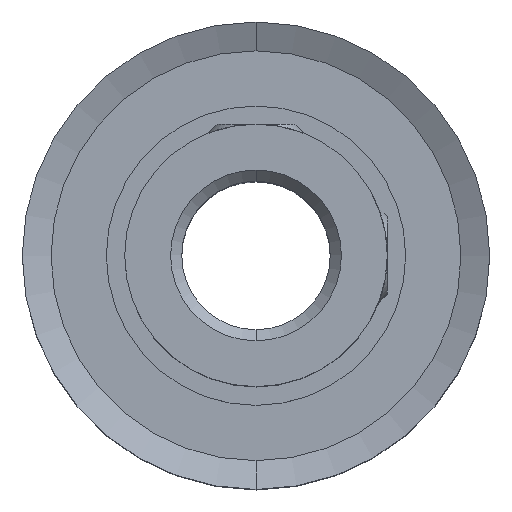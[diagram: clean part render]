
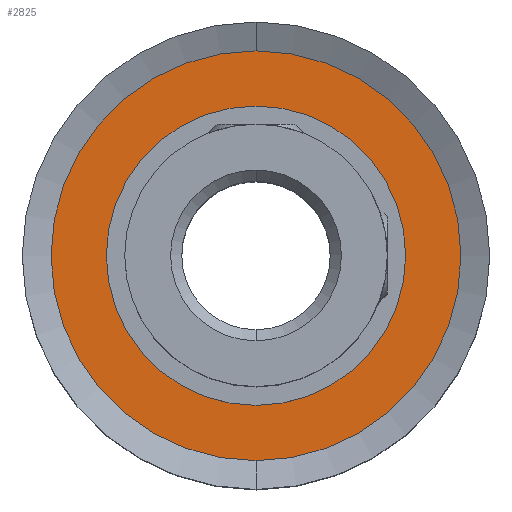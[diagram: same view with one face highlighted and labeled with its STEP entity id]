
A CAD part, top view. The second image highlights one B-rep face of the part: STEP entity #2825.
In plain terms, the highlighted planar face has unit normal (0, 0, 1).
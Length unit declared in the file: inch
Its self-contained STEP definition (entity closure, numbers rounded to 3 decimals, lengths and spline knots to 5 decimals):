
#507=CARTESIAN_POINT('',(0.,0.,-0.021));
#508=DIRECTION('',(0.,0.,-1.));
#509=DIRECTION('',(1.,0.,0.));
#510=AXIS2_PLACEMENT_3D('',#507,#508,#509);
#516=CARTESIAN_POINT('',(0.,0.,-0.021));
#517=DIRECTION('',(0.,0.,1.));
#518=DIRECTION('',(0.,1.,0.));
#519=AXIS2_PLACEMENT_3D('',#516,#517,#518);
#521=CARTESIAN_POINT('',(0.,0.,-0.021));
#522=DIRECTION('',(0.,0.,-1.));
#523=DIRECTION('',(0.,1.,0.));
#524=AXIS2_PLACEMENT_3D('',#521,#522,#523);
#1812=CARTESIAN_POINT('',(0.,0.,-0.021));
#1813=DIRECTION('',(0.,0.,-1.));
#1814=DIRECTION('',(-1.,0.,0.));
#1815=AXIS2_PLACEMENT_3D('',#1812,#1813,#1814);
#2260=CARTESIAN_POINT('',(0.,0.345,-0.021));
#2261=VERTEX_POINT('',#2260);
#2268=CARTESIAN_POINT('',(0.,-0.345,-0.021));
#2269=VERTEX_POINT('',#2268);
#2310=CARTESIAN_POINT('',(0.252,0.,-0.021));
#2311=CARTESIAN_POINT('',(-0.252,0.,-0.021));
#2312=VERTEX_POINT('',#2310);
#2313=VERTEX_POINT('',#2311);
#2809=CARTESIAN_POINT('',(0.,0.,-0.021));
#2810=DIRECTION('',(0.,0.,-1.));
#2811=DIRECTION('',(0.,-1.,0.));
#2812=AXIS2_PLACEMENT_3D('',#2809,#2810,#2811);
#2813=PLANE('',#2812);
#2815=ORIENTED_EDGE('',*,*,#2814,.F.);
#2817=ORIENTED_EDGE('',*,*,#2816,.T.);
#2818=EDGE_LOOP('',(#2815,#2817));
#2819=FACE_OUTER_BOUND('',#2818,.F.);
#2820=ORIENTED_EDGE('',*,*,#2799,.F.);
#2822=ORIENTED_EDGE('',*,*,#2821,.F.);
#2823=EDGE_LOOP('',(#2820,#2822));
#2824=FACE_BOUND('',#2823,.F.);
#511=CIRCLE('',#510,0.252);
#520=CIRCLE('',#519,0.345);
#525=CIRCLE('',#524,0.345);
#1816=CIRCLE('',#1815,0.252);
#2799=EDGE_CURVE('',#2312,#2313,#511,.T.);
#2814=EDGE_CURVE('',#2261,#2269,#520,.T.);
#2816=EDGE_CURVE('',#2261,#2269,#525,.T.);
#2821=EDGE_CURVE('',#2313,#2312,#1816,.T.);
#2825=ADVANCED_FACE('',(#2819,#2824),#2813,.F.);
